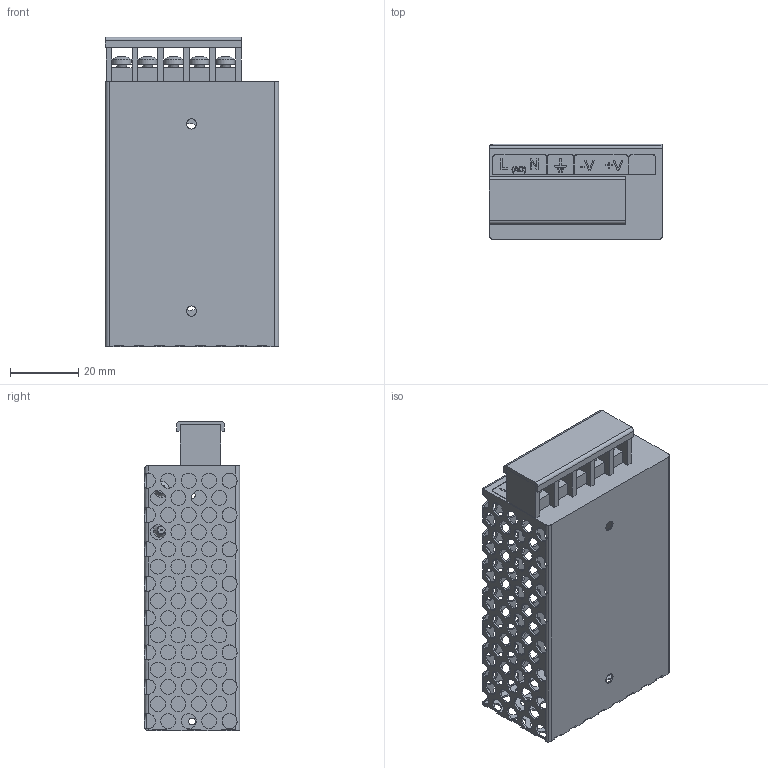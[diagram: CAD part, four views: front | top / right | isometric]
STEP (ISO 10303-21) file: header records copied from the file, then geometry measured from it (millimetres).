
FILE_DESCRIPTION (( 'STEP AP203' ), '1' );
FILE_NAME ('MW RS-15-5.STEP', '2017-12-13T00:23:35', ( '' ), ( '' ), 'SwSTEP 2.0', 'SolidWorks 2017', '' );
FILE_SCHEMA (( 'CONFIG_CONTROL_DESIGN' ));
Length unit declared in the file: millimetre
Products named in the file (19): User Library-Power Supply RS-25_743237424-5; User Library-Power Supply RS-25_743237424-1; User Library-Power Supply RS-25_743237296-6; User Library-Power Supply RS-25_743237296-2; User Library-Power Supply RS-25_cover transparent-1; User Library-Power Supply RS-25_743237296-3; User Library-Power Supply RS-25_Extruded_32-1; User Library-Power Supply RS-25_screw_uni_7688_-_m2_5x0_45-5-1-4_8_0-1; User Library-Power Supply RS-25_743237296-4; User Library-Power Supply RS-25_743228464-1; MW RS-15-5; User Library-Power Supply RS-25_743237296-5; User Library-Power Supply RS-25_Extruded_30-1; User Library-Power Supply RS-25_743237424-2; User Library-Power Supply RS-25_743237296-1; User Library-Power Supply RS-25_743237424-3; User Library-Power Supply RS-25_Extruded_31-1; User Library-Power Supply RS-25_743237424-4; User Library-Power Supply RS-25_screw_iso_7045-m3x4-4_8-h-1
Assembly tree (32 placements, depth 3):
  MW RS-15-5
    User Library-Power Supply RS-25_743228464-1
      User Library-Power Supply RS-25_Extruded_32-1
    User Library-Power Supply RS-25_743237296-1
      User Library-Power Supply RS-25_Extruded_30-1
    User Library-Power Supply RS-25_743237424-1
      User Library-Power Supply RS-25_Extruded_31-1
      User Library-Power Supply RS-25_screw_iso_7045-m3x4-4_8-h-1
    User Library-Power Supply RS-25_743237296-2
      User Library-Power Supply RS-25_Extruded_30-1
    User Library-Power Supply RS-25_743237296-3
      User Library-Power Supply RS-25_Extruded_30-1
    User Library-Power Supply RS-25_743237296-4
      User Library-Power Supply RS-25_Extruded_30-1
    User Library-Power Supply RS-25_743237296-5
      User Library-Power Supply RS-25_Extruded_30-1
    User Library-Power Supply RS-25_743237424-2
      User Library-Power Supply RS-25_Extruded_31-1
      User Library-Power Supply RS-25_screw_iso_7045-m3x4-4_8-h-1
    User Library-Power Supply RS-25_743237424-3
      User Library-Power Supply RS-25_Extruded_31-1
      User Library-Power Supply RS-25_screw_iso_7045-m3x4-4_8-h-1
    User Library-Power Supply RS-25_743237424-4
      User Library-Power Supply RS-25_Extruded_31-1
      User Library-Power Supply RS-25_screw_iso_7045-m3x4-4_8-h-1
    User Library-Power Supply RS-25_743237424-5
      User Library-Power Supply RS-25_Extruded_31-1
      User Library-Power Supply RS-25_screw_iso_7045-m3x4-4_8-h-1
    User Library-Power Supply RS-25_743237296-6
      User Library-Power Supply RS-25_Extruded_30-1
    User Library-Power Supply RS-25_cover transparent-1
    User Library-Power Supply RS-25_screw_uni_7688_-_m2_5x0_45-5-1-4_8_0-1  x2
Bounding box: 51.1 x 28 x 91 mm (x, y, z)
Volume: 9065.6 mm3; surface area: 29765.4 mm2
Topology: 20 solids, 20 shells, 1198 faces, 3411 edges, 2232 vertices
Faces by surface type: cylinder 611, plane 379, cone 101, torus 69, bspline 28, sphere 10
Entity records: 33484 total; most frequent: CARTESIAN_POINT 7296, DIRECTION 5061, ORIENTED_EDGE 4928, EDGE_CURVE 2464, AXIS2_PLACEMENT_3D 1986, VERTEX_POINT 1627, EDGE_LOOP 1271, CIRCLE 1133
